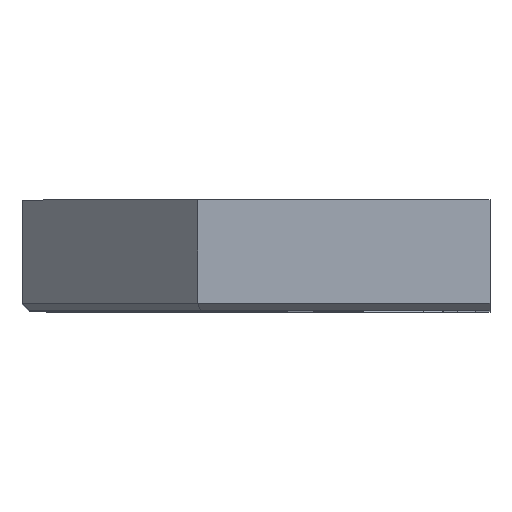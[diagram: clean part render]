
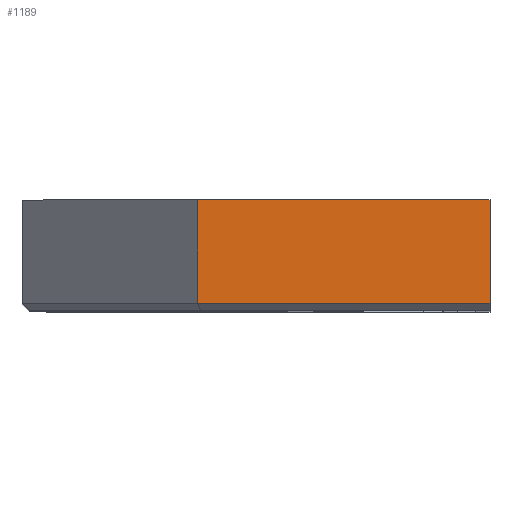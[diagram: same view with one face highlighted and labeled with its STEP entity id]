
A CAD part, top view. The second image highlights one B-rep face of the part: STEP entity #1189.
In plain terms, the highlighted planar face has unit normal (0, 0, 1).
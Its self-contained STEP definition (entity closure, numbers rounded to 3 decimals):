
#78=PLANE('',#1297);
#135=FACE_OUTER_BOUND('',#203,.T.);
#203=EDGE_LOOP('',(#1023,#1024,#1025,#1026));
#257=LINE('',#1714,#399);
#288=LINE('',#1775,#430);
#290=LINE('',#1779,#432);
#333=LINE('',#1935,#475);
#399=VECTOR('',#1387,10.);
#430=VECTOR('',#1440,10.);
#432=VECTOR('',#1444,10.);
#475=VECTOR('',#1537,10.);
#562=VERTEX_POINT('',#1711);
#563=VERTEX_POINT('',#1713);
#582=VERTEX_POINT('',#1774);
#583=VERTEX_POINT('',#1778);
#674=EDGE_CURVE('',#562,#563,#257,.T.);
#705=EDGE_CURVE('',#563,#582,#288,.T.);
#707=EDGE_CURVE('',#582,#583,#290,.T.);
#761=EDGE_CURVE('',#562,#583,#333,.T.);
#1023=ORIENTED_EDGE('',*,*,#674,.F.);
#1024=ORIENTED_EDGE('',*,*,#761,.T.);
#1025=ORIENTED_EDGE('',*,*,#707,.F.);
#1026=ORIENTED_EDGE('',*,*,#705,.F.);
#1189=ADVANCED_FACE('',(#135),#78,.T.);
#1297=AXIS2_PLACEMENT_3D('',#1936,#1538,#1539);
#1387=DIRECTION('',(-1.,0.,0.));
#1440=DIRECTION('',(0.,1.,0.));
#1444=DIRECTION('',(1.,0.,0.));
#1537=DIRECTION('',(0.,1.,0.));
#1538=DIRECTION('center_axis',(0.,0.,1.));
#1539=DIRECTION('ref_axis',(1.,0.,0.));
#1711=CARTESIAN_POINT('',(-16.043,42.9,29.912));
#1713=CARTESIAN_POINT('',(-31.852,42.9,29.912));
#1714=CARTESIAN_POINT('',(-35.025,42.9,29.912));
#1774=CARTESIAN_POINT('',(-31.852,48.5,29.912));
#1775=CARTESIAN_POINT('',(-31.852,42.5,29.912));
#1778=CARTESIAN_POINT('',(-16.043,48.5,29.912));
#1779=CARTESIAN_POINT('',(-41.352,48.5,29.912));
#1935=CARTESIAN_POINT('',(-16.043,42.5,29.912));
#1936=CARTESIAN_POINT('Origin',(-41.352,42.5,29.912));
